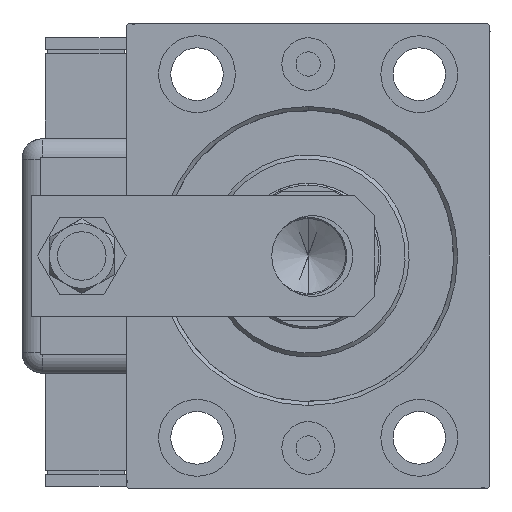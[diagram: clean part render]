
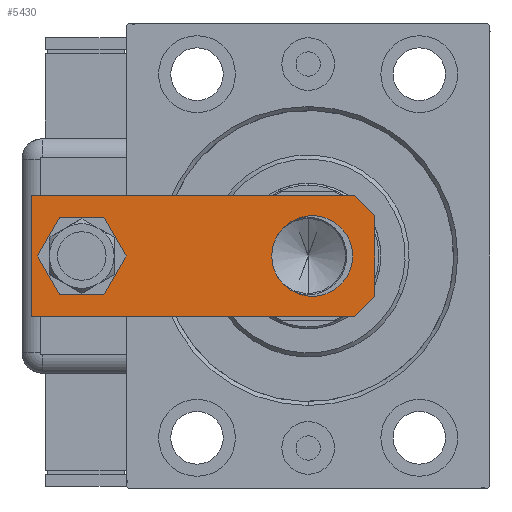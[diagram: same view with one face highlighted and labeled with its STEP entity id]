
A CAD part, left-side view. The second image highlights one B-rep face of the part: STEP entity #5430.
In plain terms, the highlighted face is planar.
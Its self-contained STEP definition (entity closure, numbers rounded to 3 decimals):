
#925 = VERTEX_POINT ( 'NONE', #43838 ) ;
#1085 = EDGE_CURVE ( 'NONE', #54593, #42710, #54621, .T. ) ;
#1142 = VECTOR ( 'NONE', #51389, 1000. ) ;
#1149 = CARTESIAN_POINT ( 'NONE',  ( 15., 5., 0. ) ) ;
#1369 = LINE ( 'NONE', #32976, #41930 ) ;
#1456 = DIRECTION ( 'NONE',  ( 0., 0., 1. ) ) ;
#1500 = AXIS2_PLACEMENT_3D ( 'NONE', #8280, #16421, #54296 ) ;
#2618 = AXIS2_PLACEMENT_3D ( 'NONE', #3978, #1456, #55935 ) ;
#3912 = LINE ( 'NONE', #43727, #50762 ) ;
#3978 = CARTESIAN_POINT ( 'NONE',  ( 0., 15.5, 0. ) ) ;
#4364 = ORIENTED_EDGE ( 'NONE', *, *, #47324, .T. ) ;
#5430 = ADVANCED_FACE ( 'NONE', ( #31148, #44410, #48907 ), #7709, .F. ) ;
#5452 = EDGE_CURVE ( 'NONE', #57936, #23158, #42785, .T. ) ;
#5613 = ORIENTED_EDGE ( 'NONE', *, *, #53163, .F. ) ;
#7709 = PLANE ( 'NONE',  #52398 ) ;
#8055 = CARTESIAN_POINT ( 'NONE',  ( 15., 5., 0. ) ) ;
#8280 = CARTESIAN_POINT ( 'NONE',  ( 0., 72.5, 0. ) ) ;
#8601 = DIRECTION ( 'NONE',  ( -0.707, 0.707, 0. ) ) ;
#8887 = EDGE_CURVE ( 'NONE', #52055, #50290, #1369, .T. ) ;
#9174 = VECTOR ( 'NONE', #54369, 1000. ) ;
#9205 = CARTESIAN_POINT ( 'NONE',  ( 0., 15.5, 0. ) ) ;
#10276 = ORIENTED_EDGE ( 'NONE', *, *, #1085, .T. ) ;
#11378 = EDGE_LOOP ( 'NONE', ( #52636, #10276, #5613, #55633, #27946, #4364 ) ) ;
#13023 = EDGE_CURVE ( 'NONE', #13354, #52055, #3912, .T. ) ;
#13181 = VERTEX_POINT ( 'NONE', #23436 ) ;
#13354 = VERTEX_POINT ( 'NONE', #8055 ) ;
#13394 = CARTESIAN_POINT ( 'NONE',  ( -10., 0., 0. ) ) ;
#13741 = CARTESIAN_POINT ( 'NONE',  ( -15., 5., 0. ) ) ;
#13800 = CARTESIAN_POINT ( 'NONE',  ( 15., 85., 0. ) ) ;
#16314 = VECTOR ( 'NONE', #17016, 1000. ) ;
#16421 = DIRECTION ( 'NONE',  ( 0., 0., 1. ) ) ;
#17016 = DIRECTION ( 'NONE',  ( 1., 0., 0. ) ) ;
#17163 = AXIS2_PLACEMENT_3D ( 'NONE', #9205, #32068, #50121 ) ;
#17660 = LINE ( 'NONE', #36014, #9174 ) ;
#21344 = EDGE_CURVE ( 'NONE', #54593, #43345, #38713, .T. ) ;
#23158 = VERTEX_POINT ( 'NONE', #30088 ) ;
#23436 = CARTESIAN_POINT ( 'NONE',  ( -10., 15.5, 0. ) ) ;
#27946 = ORIENTED_EDGE ( 'NONE', *, *, #13023, .F. ) ;
#27952 = LINE ( 'NONE', #1149, #1142 ) ;
#30088 = CARTESIAN_POINT ( 'NONE',  ( -7., 72.5, 0. ) ) ;
#30356 = CARTESIAN_POINT ( 'NONE',  ( 10., 0., 0. ) ) ;
#31148 = FACE_OUTER_BOUND ( 'NONE', #11378, .T. ) ;
#32068 = DIRECTION ( 'NONE',  ( 0., 0., 1. ) ) ;
#32678 = AXIS2_PLACEMENT_3D ( 'NONE', #43320, #42415, #56226 ) ;
#32976 = CARTESIAN_POINT ( 'NONE',  ( 15., 85., 0. ) ) ;
#34935 = EDGE_CURVE ( 'NONE', #13181, #925, #53685, .T. ) ;
#35556 = CIRCLE ( 'NONE', #32678, 7. ) ;
#35662 = DIRECTION ( 'NONE',  ( 0., 0., 1. ) ) ;
#36014 = CARTESIAN_POINT ( 'NONE',  ( -15., 85., 0. ) ) ;
#36896 = DIRECTION ( 'NONE',  ( -1., 0., 0. ) ) ;
#38713 = LINE ( 'NONE', #43537, #16314 ) ;
#38798 = VECTOR ( 'NONE', #8601, 1000. ) ;
#39338 = ORIENTED_EDGE ( 'NONE', *, *, #42535, .T. ) ;
#41930 = VECTOR ( 'NONE', #36896, 1000. ) ;
#42415 = DIRECTION ( 'NONE',  ( 0., 0., 1. ) ) ;
#42535 = EDGE_CURVE ( 'NONE', #23158, #57936, #35556, .T. ) ;
#42710 = VERTEX_POINT ( 'NONE', #13741 ) ;
#42785 = CIRCLE ( 'NONE', #1500, 7. ) ;
#43320 = CARTESIAN_POINT ( 'NONE',  ( 0., 72.5, 0. ) ) ;
#43345 = VERTEX_POINT ( 'NONE', #30356 ) ;
#43537 = CARTESIAN_POINT ( 'NONE',  ( -15., 0., 0. ) ) ;
#43727 = CARTESIAN_POINT ( 'NONE',  ( 15., 0., 0. ) ) ;
#43838 = CARTESIAN_POINT ( 'NONE',  ( 10., 15.5, 0. ) ) ;
#44410 = FACE_BOUND ( 'NONE', #58974, .T. ) ;
#45422 = DIRECTION ( 'NONE',  ( 0., 1., 0. ) ) ;
#45863 = CIRCLE ( 'NONE', #2618, 10. ) ;
#46312 = EDGE_LOOP ( 'NONE', ( #56778, #57134 ) ) ;
#47324 = EDGE_CURVE ( 'NONE', #13354, #43345, #27952, .T. ) ;
#48602 = CARTESIAN_POINT ( 'NONE',  ( 0., 0., 0. ) ) ;
#48907 = FACE_BOUND ( 'NONE', #46312, .T. ) ;
#49793 = DIRECTION ( 'NONE',  ( 1., 0., 0. ) ) ;
#50121 = DIRECTION ( 'NONE',  ( 1., 0., 0. ) ) ;
#50290 = VERTEX_POINT ( 'NONE', #51980 ) ;
#50762 = VECTOR ( 'NONE', #45422, 1000. ) ;
#51389 = DIRECTION ( 'NONE',  ( -0.707, -0.707, 0. ) ) ;
#51980 = CARTESIAN_POINT ( 'NONE',  ( -15., 85., 0. ) ) ;
#52055 = VERTEX_POINT ( 'NONE', #13800 ) ;
#52398 = AXIS2_PLACEMENT_3D ( 'NONE', #48602, #35662, #49793 ) ;
#52636 = ORIENTED_EDGE ( 'NONE', *, *, #21344, .F. ) ;
#52988 = CARTESIAN_POINT ( 'NONE',  ( 7., 72.5, 0. ) ) ;
#53163 = EDGE_CURVE ( 'NONE', #50290, #42710, #17660, .T. ) ;
#53685 = CIRCLE ( 'NONE', #17163, 10. ) ;
#54296 = DIRECTION ( 'NONE',  ( 1., 0., 0. ) ) ;
#54369 = DIRECTION ( 'NONE',  ( 0., -1., 0. ) ) ;
#54593 = VERTEX_POINT ( 'NONE', #57315 ) ;
#54621 = LINE ( 'NONE', #13394, #38798 ) ;
#55633 = ORIENTED_EDGE ( 'NONE', *, *, #8887, .F. ) ;
#55935 = DIRECTION ( 'NONE',  ( 1., 0., 0. ) ) ;
#56226 = DIRECTION ( 'NONE',  ( 1., 0., 0. ) ) ;
#56778 = ORIENTED_EDGE ( 'NONE', *, *, #34935, .T. ) ;
#56862 = EDGE_CURVE ( 'NONE', #925, #13181, #45863, .T. ) ;
#57134 = ORIENTED_EDGE ( 'NONE', *, *, #56862, .T. ) ;
#57315 = CARTESIAN_POINT ( 'NONE',  ( -10., 0., 0. ) ) ;
#57936 = VERTEX_POINT ( 'NONE', #52988 ) ;
#58974 = EDGE_LOOP ( 'NONE', ( #39338, #59175 ) ) ;
#59175 = ORIENTED_EDGE ( 'NONE', *, *, #5452, .T. ) ;
